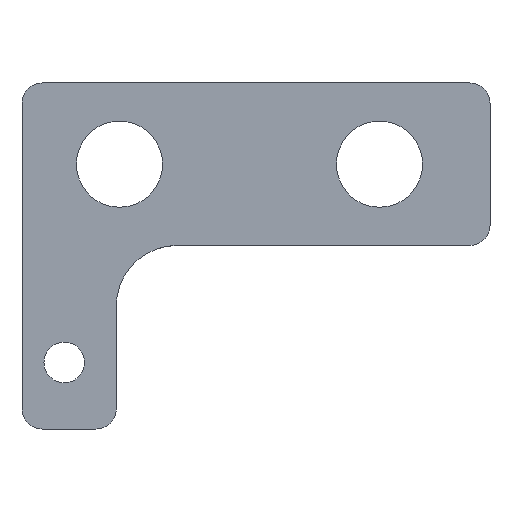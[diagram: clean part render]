
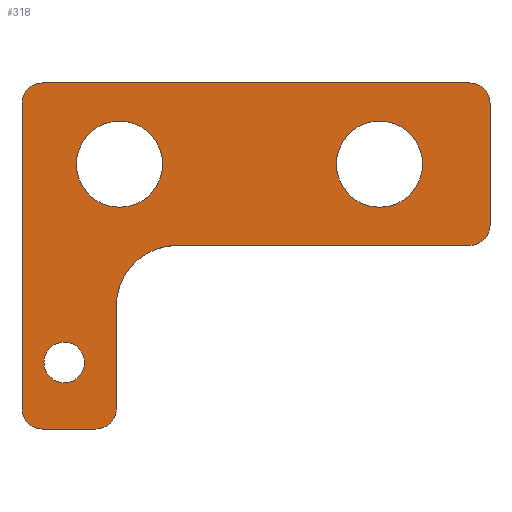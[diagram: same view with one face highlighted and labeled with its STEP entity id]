
A CAD part, top view. The second image highlights one B-rep face of the part: STEP entity #318.
In plain terms, the highlighted planar face has unit normal (0, 0, 1).
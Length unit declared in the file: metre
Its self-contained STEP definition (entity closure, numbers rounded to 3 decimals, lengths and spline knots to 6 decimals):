
#13=CIRCLE('',#336,0.003175);
#15=CIRCLE('',#340,0.003175);
#17=CIRCLE('',#344,0.003175);
#19=CIRCLE('',#348,0.009525);
#21=CIRCLE('',#352,0.003175);
#22=CIRCLE('',#355,0.006731);
#24=CIRCLE('',#358,0.006731);
#26=CIRCLE('',#361,0.003175);
#29=CIRCLE('',#365,0.003175);
#93=ORIENTED_EDGE('',*,*,#161,.F.);
#94=ORIENTED_EDGE('',*,*,#159,.F.);
#95=ORIENTED_EDGE('',*,*,#157,.F.);
#96=ORIENTED_EDGE('',*,*,#125,.T.);
#97=ORIENTED_EDGE('',*,*,#129,.T.);
#98=ORIENTED_EDGE('',*,*,#132,.F.);
#99=ORIENTED_EDGE('',*,*,#135,.T.);
#100=ORIENTED_EDGE('',*,*,#138,.F.);
#101=ORIENTED_EDGE('',*,*,#141,.T.);
#102=ORIENTED_EDGE('',*,*,#144,.T.);
#103=ORIENTED_EDGE('',*,*,#147,.F.);
#104=ORIENTED_EDGE('',*,*,#150,.F.);
#105=ORIENTED_EDGE('',*,*,#153,.T.);
#106=ORIENTED_EDGE('',*,*,#156,.T.);
#107=ORIENTED_EDGE('',*,*,#164,.T.);
#125=EDGE_CURVE('',#168,#167,#197,.T.);
#129=EDGE_CURVE('',#167,#170,#13,.T.);
#132=EDGE_CURVE('',#172,#170,#202,.T.);
#135=EDGE_CURVE('',#172,#174,#15,.T.);
#138=EDGE_CURVE('',#176,#174,#206,.T.);
#141=EDGE_CURVE('',#176,#178,#17,.T.);
#144=EDGE_CURVE('',#178,#180,#210,.T.);
#147=EDGE_CURVE('',#182,#180,#19,.T.);
#150=EDGE_CURVE('',#184,#182,#214,.T.);
#153=EDGE_CURVE('',#184,#186,#21,.T.);
#156=EDGE_CURVE('',#186,#188,#218,.T.);
#157=EDGE_CURVE('',#189,#189,#22,.T.);
#159=EDGE_CURVE('',#191,#191,#24,.T.);
#161=EDGE_CURVE('',#193,#193,#26,.T.);
#164=EDGE_CURVE('',#188,#168,#29,.T.);
#167=VERTEX_POINT('',#470);
#168=VERTEX_POINT('',#472);
#170=VERTEX_POINT('',#478);
#172=VERTEX_POINT('',#484);
#174=VERTEX_POINT('',#490);
#176=VERTEX_POINT('',#496);
#178=VERTEX_POINT('',#502);
#180=VERTEX_POINT('',#508);
#182=VERTEX_POINT('',#514);
#184=VERTEX_POINT('',#520);
#186=VERTEX_POINT('',#526);
#188=VERTEX_POINT('',#532);
#189=VERTEX_POINT('',#536);
#191=VERTEX_POINT('',#541);
#193=VERTEX_POINT('',#546);
#197=LINE('',#471,#221);
#202=LINE('',#485,#226);
#206=LINE('',#497,#230);
#210=LINE('',#509,#234);
#214=LINE('',#521,#238);
#218=LINE('',#533,#242);
#221=VECTOR('',#374,1.);
#226=VECTOR('',#387,1.);
#230=VECTOR('',#399,1.);
#234=VECTOR('',#411,1.);
#238=VECTOR('',#423,1.);
#242=VECTOR('',#435,1.);
#261=EDGE_LOOP('',(#93));
#262=EDGE_LOOP('',(#94));
#263=EDGE_LOOP('',(#95));
#264=EDGE_LOOP('',(#96,#97,#98,#99,#100,#101,#102,#103,#104,#105,#106,#107));
#287=FACE_BOUND('',#261,.T.);
#288=FACE_BOUND('',#262,.T.);
#289=FACE_BOUND('',#263,.T.);
#290=FACE_BOUND('',#264,.T.);
#301=PLANE('',#366);
#318=ADVANCED_FACE('',(#287,#288,#289,#290),#301,.T.);
#336=AXIS2_PLACEMENT_3D('',#479,#381,#382);
#340=AXIS2_PLACEMENT_3D('',#491,#393,#394);
#344=AXIS2_PLACEMENT_3D('',#503,#405,#406);
#348=AXIS2_PLACEMENT_3D('',#515,#417,#418);
#352=AXIS2_PLACEMENT_3D('',#527,#429,#430);
#355=AXIS2_PLACEMENT_3D('',#535,#438,#439);
#358=AXIS2_PLACEMENT_3D('',#540,#444,#445);
#361=AXIS2_PLACEMENT_3D('',#545,#450,#451);
#365=AXIS2_PLACEMENT_3D('',#551,#458,#459);
#366=AXIS2_PLACEMENT_3D('',#552,#460,#461);
#374=DIRECTION('',(-1.,0.,0.));
#381=DIRECTION('',(0.,0.,1.));
#382=DIRECTION('',(1.,0.,0.));
#387=DIRECTION('',(0.,1.,0.));
#393=DIRECTION('',(0.,0.,1.));
#394=DIRECTION('',(1.,0.,0.));
#399=DIRECTION('',(-1.,0.,0.));
#405=DIRECTION('',(0.,0.,1.));
#406=DIRECTION('',(1.,0.,0.));
#411=DIRECTION('',(0.,1.,0.));
#417=DIRECTION('',(0.,0.,1.));
#418=DIRECTION('',(1.,0.,0.));
#423=DIRECTION('',(-1.,0.,0.));
#429=DIRECTION('',(0.,0.,1.));
#430=DIRECTION('',(1.,0.,0.));
#435=DIRECTION('',(0.,1.,0.));
#438=DIRECTION('',(0.,0.,1.));
#439=DIRECTION('',(1.,0.,0.));
#444=DIRECTION('',(0.,0.,1.));
#445=DIRECTION('',(1.,0.,0.));
#450=DIRECTION('',(0.,0.,1.));
#451=DIRECTION('',(1.,0.,0.));
#458=DIRECTION('',(0.,0.,1.));
#459=DIRECTION('',(1.,0.,0.));
#460=DIRECTION('',(0.,0.,1.));
#461=DIRECTION('',(1.,0.,0.));
#470=CARTESIAN_POINT('',(-0.033401,0.027051,0.003175));
#471=CARTESIAN_POINT('',(0.,0.027051,0.003175));
#472=CARTESIAN_POINT('',(0.033401,0.027051,0.003175));
#478=CARTESIAN_POINT('',(-0.036576,0.023876,0.003175));
#479=CARTESIAN_POINT('',(-0.033401,0.023876,0.003175));
#484=CARTESIAN_POINT('',(-0.036576,-0.023876,0.003175));
#485=CARTESIAN_POINT('',(-0.036576,0.,0.003175));
#490=CARTESIAN_POINT('',(-0.033401,-0.027051,0.003175));
#491=CARTESIAN_POINT('',(-0.033401,-0.023876,0.003175));
#496=CARTESIAN_POINT('',(-0.025019,-0.027051,0.003175));
#497=CARTESIAN_POINT('',(-0.02921,-0.027051,0.003175));
#502=CARTESIAN_POINT('',(-0.021844,-0.023876,0.003175));
#503=CARTESIAN_POINT('',(-0.025019,-0.023876,0.003175));
#508=CARTESIAN_POINT('',(-0.021844,-0.007874,0.003175));
#509=CARTESIAN_POINT('',(-0.021844,-0.015875,0.003175));
#514=CARTESIAN_POINT('',(-0.012319,0.001651,0.003175));
#515=CARTESIAN_POINT('',(-0.012319,-0.007874,0.003175));
#520=CARTESIAN_POINT('',(0.033401,0.001651,0.003175));
#521=CARTESIAN_POINT('',(0.010541,0.001651,0.003175));
#526=CARTESIAN_POINT('',(0.036576,0.004826,0.003175));
#527=CARTESIAN_POINT('',(0.033401,0.004826,0.003175));
#532=CARTESIAN_POINT('',(0.036576,0.023876,0.003175));
#533=CARTESIAN_POINT('',(0.036576,0.014351,0.003175));
#535=CARTESIAN_POINT('',(0.019304,0.014351,0.003175));
#536=CARTESIAN_POINT('',(0.026035,0.014351,0.003175));
#540=CARTESIAN_POINT('',(-0.021336,0.014351,0.003175));
#541=CARTESIAN_POINT('',(-0.014605,0.014351,0.003175));
#545=CARTESIAN_POINT('',(-0.029972,-0.016637,0.003175));
#546=CARTESIAN_POINT('',(-0.026797,-0.016637,0.003175));
#551=CARTESIAN_POINT('',(0.033401,0.023876,0.003175));
#552=CARTESIAN_POINT('',(0.,0.,0.003175));
